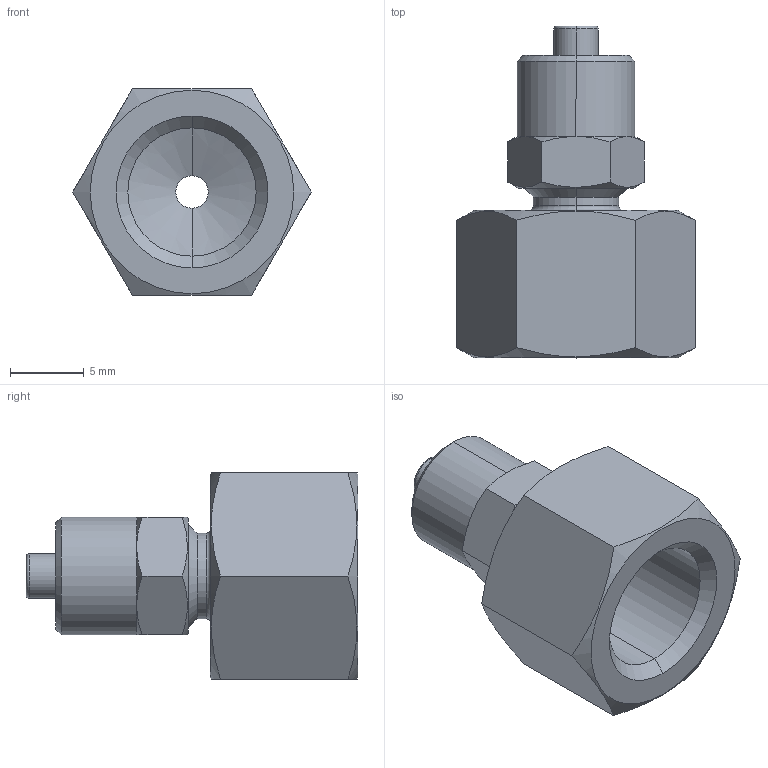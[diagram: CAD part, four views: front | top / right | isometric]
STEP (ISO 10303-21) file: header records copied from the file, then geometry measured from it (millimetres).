
FILE_DESCRIPTION(( 'MC.13.05.18.STEP' ), '1');
FILE_NAME( 'MC.13.05.18.STEP', '2018-11-12T09:02:29',( 'Sopra'),('sopra-pneumatic.com'), 'SwSTEP 2.0','SolidWorks 2009','' );
FILE_SCHEMA (( 'CONFIG_CONTROL_DESIGN' ));
Length unit declared in the file: millimetre
Products named in the file (1): 02039021
Bounding box: 16.17 x 22.5 x 14 mm (x, y, z)
Volume: 1600.8 mm3; surface area: 1466.9 mm2
Topology: 1 solids, 1 shells, 60 faces, 134 edges, 80 vertices
Faces by surface type: cone 24, plane 18, cylinder 14, torus 4
Entity records: 1885 total; most frequent: CARTESIAN_POINT 503, DIRECTION 274, ORIENTED_EDGE 268, EDGE_CURVE 134, AXIS2_PLACEMENT_3D 115, VERTEX_POINT 80, EDGE_LOOP 66, ADVANCED_FACE 60
